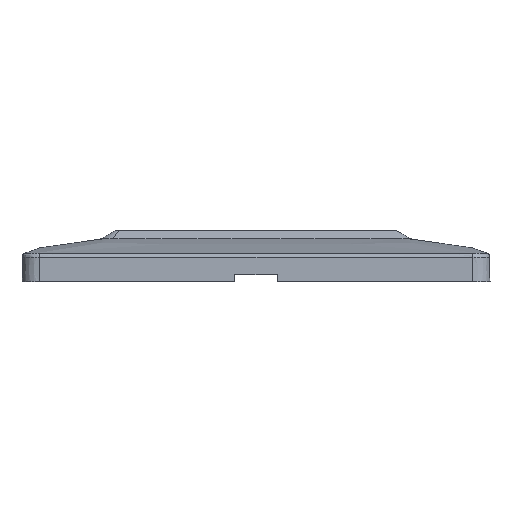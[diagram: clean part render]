
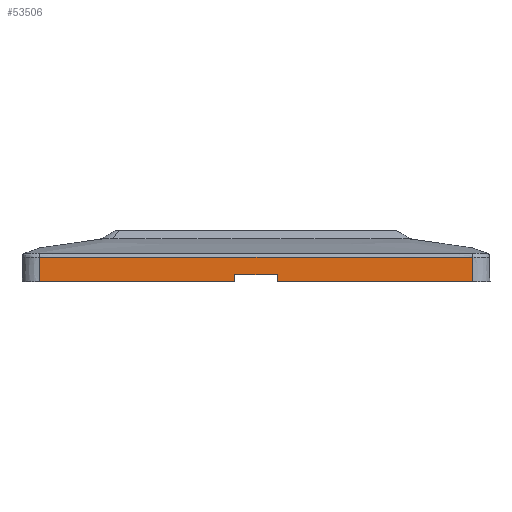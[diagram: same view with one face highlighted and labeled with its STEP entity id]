
A CAD part, left-side view. The second image highlights one B-rep face of the part: STEP entity #53506.
In plain terms, the highlighted planar face has unit normal (-1, 0, 0.018).
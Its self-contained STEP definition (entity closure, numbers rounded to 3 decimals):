
#379 = DIRECTION ( 'NONE',  ( -1., 0., 0.017 ) ) ;
#1051 = CARTESIAN_POINT ( 'NONE',  ( -71.127, -36.229, 4.2 ) ) ;
#1478 = CARTESIAN_POINT ( 'NONE',  ( -71.127, 33.146, 4.205 ) ) ;
#1707 = CARTESIAN_POINT ( 'NONE',  ( -71.127, 24.667, 4.193 ) ) ;
#2296 = LINE ( 'NONE', #3860, #52172 ) ;
#3860 = CARTESIAN_POINT ( 'NONE',  ( -71.2, 37., 0. ) ) ;
#4184 = CARTESIAN_POINT ( 'NONE',  ( -71.179, 37., 1.2 ) ) ;
#4314 = CARTESIAN_POINT ( 'NONE',  ( -71.2, 3.6, 0. ) ) ;
#4943 = CARTESIAN_POINT ( 'NONE',  ( -71.179, 3.6, 1.2 ) ) ;
#6247 = ORIENTED_EDGE ( 'NONE', *, *, #21913, .F. ) ;
#6284 = CARTESIAN_POINT ( 'NONE',  ( -71.127, -33.917, 4.205 ) ) ;
#6725 = CARTESIAN_POINT ( 'NONE',  ( -71.127, 33.917, 4.205 ) ) ;
#7437 = ORIENTED_EDGE ( 'NONE', *, *, #31158, .T. ) ;
#7893 = EDGE_LOOP ( 'NONE', ( #6247, #7437, #17092, #48505, #55435, #42238, #56450, #63062 ) ) ;
#8602 = DIRECTION ( 'NONE',  ( -0.017, 0., -1. ) ) ;
#9215 = VECTOR ( 'NONE', #63348, 1000. ) ;
#9792 = EDGE_CURVE ( 'NONE', #52449, #31017, #11214, .T. ) ;
#9802 = DIRECTION ( 'NONE',  ( 0.017, 0., 1. ) ) ;
#9886 = EDGE_CURVE ( 'NONE', #31017, #53981, #28339, .T. ) ;
#10038 = VECTOR ( 'NONE', #8602, 1000. ) ;
#10901 = CARTESIAN_POINT ( 'NONE',  ( -71.127, -6.167, 4.199 ) ) ;
#11214 = LINE ( 'NONE', #31039, #41612 ) ;
#11405 = DIRECTION ( 'NONE',  ( -0.017, 0., -1. ) ) ;
#11463 = VERTEX_POINT ( 'NONE', #4314 ) ;
#12251 = VERTEX_POINT ( 'NONE', #39464 ) ;
#15272 = CARTESIAN_POINT ( 'NONE',  ( -71.2, -3.6, 0. ) ) ;
#16325 = CARTESIAN_POINT ( 'NONE',  ( -71.127, 6.167, 4.199 ) ) ;
#16561 = CARTESIAN_POINT ( 'NONE',  ( -71.127, -37., 4.186 ) ) ;
#17092 = ORIENTED_EDGE ( 'NONE', *, *, #28968, .T. ) ;
#20116 = EDGE_CURVE ( 'NONE', #43256, #11463, #2296, .T. ) ;
#21377 = CARTESIAN_POINT ( 'NONE',  ( -71.127, 29.292, 4.202 ) ) ;
#21584 = CARTESIAN_POINT ( 'NONE',  ( -71.127, -35.458, 4.203 ) ) ;
#21796 = CARTESIAN_POINT ( 'NONE',  ( -71.127, -24.667, 4.193 ) ) ;
#21913 = EDGE_CURVE ( 'NONE', #12251, #53981, #41965, .T. ) ;
#22600 = CARTESIAN_POINT ( 'NONE',  ( -71.2, -37., 0. ) ) ;
#22670 = EDGE_CURVE ( 'NONE', #52449, #35104, #59850, .T. ) ;
#24175 = VECTOR ( 'NONE', #53337, 1000. ) ;
#28339 = LINE ( 'NONE', #31263, #53269 ) ;
#28694 = FACE_OUTER_BOUND ( 'NONE', #7893, .T. ) ;
#28968 = EDGE_CURVE ( 'NONE', #63181, #43256, #50628, .T. ) ;
#30285 = CARTESIAN_POINT ( 'NONE',  ( -71.2, 37., 0. ) ) ;
#31017 = VERTEX_POINT ( 'NONE', #15272 ) ;
#31039 = CARTESIAN_POINT ( 'NONE',  ( -71.2, -3.6, 0. ) ) ;
#31054 = LINE ( 'NONE', #58086, #9215 ) ;
#31158 = EDGE_CURVE ( 'NONE', #12251, #63181, #31753, .T. ) ;
#31162 = CARTESIAN_POINT ( 'NONE',  ( -71.127, 30.833, 4.205 ) ) ;
#31263 = CARTESIAN_POINT ( 'NONE',  ( -71.2, 37., 0. ) ) ;
#31390 = CARTESIAN_POINT ( 'NONE',  ( -71.127, -30.833, 4.205 ) ) ;
#31583 = CARTESIAN_POINT ( 'NONE',  ( -71.127, 37., 4.186 ) ) ;
#31605 = CARTESIAN_POINT ( 'NONE',  ( -71.127, 21.583, 4.187 ) ) ;
#31753 = B_SPLINE_CURVE_WITH_KNOTS ( 'NONE', 3,
 ( #16561, #1051, #21584, #6284, #56418, #31390, #46176, #21796, #61416, #50724, #10901, #16325, #35972, #31605, #1707, #21377, #31162, #1478, #6725, #40958, #55968, #41615 ),
 .UNSPECIFIED., .F., .F.,
 ( 4, 2, 2, 2, 2, 2, 2, 2, 2, 2, 4 ),
 ( 0., 0.002, 0.005, 0.009, 0.018, 0.037, 0.055, 0.065, 0.069, 0.072, 0.074 ),
 .UNSPECIFIED. ) ;
#35104 = VERTEX_POINT ( 'NONE', #4943 ) ;
#35972 = CARTESIAN_POINT ( 'NONE',  ( -71.127, 12.333, 4.18 ) ) ;
#37902 = CARTESIAN_POINT ( 'NONE',  ( -71.2, 37., 0. ) ) ;
#38319 = DIRECTION ( 'NONE',  ( 0., -1., 0. ) ) ;
#38484 = CARTESIAN_POINT ( 'NONE',  ( -71.2, -37., 0. ) ) ;
#39464 = CARTESIAN_POINT ( 'NONE',  ( -71.127, -37., 4.186 ) ) ;
#40958 = CARTESIAN_POINT ( 'NONE',  ( -71.127, 35.458, 4.203 ) ) ;
#41612 = VECTOR ( 'NONE', #11405, 1000. ) ;
#41615 = CARTESIAN_POINT ( 'NONE',  ( -71.127, 37., 4.186 ) ) ;
#41965 = LINE ( 'NONE', #38484, #10038 ) ;
#42238 = ORIENTED_EDGE ( 'NONE', *, *, #22670, .F. ) ;
#42629 = AXIS2_PLACEMENT_3D ( 'NONE', #30285, #379, #9802 ) ;
#42695 = VECTOR ( 'NONE', #44506, 1000. ) ;
#43256 = VERTEX_POINT ( 'NONE', #45460 ) ;
#44506 = DIRECTION ( 'NONE',  ( 0., 1., 0. ) ) ;
#45460 = CARTESIAN_POINT ( 'NONE',  ( -71.2, 37., 0. ) ) ;
#45830 = DIRECTION ( 'NONE',  ( 0., -1., 0. ) ) ;
#46176 = CARTESIAN_POINT ( 'NONE',  ( -71.127, -29.292, 4.202 ) ) ;
#48505 = ORIENTED_EDGE ( 'NONE', *, *, #20116, .T. ) ;
#50628 = LINE ( 'NONE', #37902, #24175 ) ;
#50724 = CARTESIAN_POINT ( 'NONE',  ( -71.127, -12.333, 4.18 ) ) ;
#51236 = EDGE_CURVE ( 'NONE', #11463, #35104, #31054, .T. ) ;
#52172 = VECTOR ( 'NONE', #38319, 1000. ) ;
#52449 = VERTEX_POINT ( 'NONE', #57521 ) ;
#53269 = VECTOR ( 'NONE', #45830, 1000. ) ;
#53337 = DIRECTION ( 'NONE',  ( -0.017, 0., -1. ) ) ;
#53506 = ADVANCED_FACE ( 'NONE', ( #28694 ), #60111, .T. ) ;
#53981 = VERTEX_POINT ( 'NONE', #22600 ) ;
#55435 = ORIENTED_EDGE ( 'NONE', *, *, #51236, .T. ) ;
#55968 = CARTESIAN_POINT ( 'NONE',  ( -71.127, 36.229, 4.2 ) ) ;
#56418 = CARTESIAN_POINT ( 'NONE',  ( -71.127, -33.146, 4.205 ) ) ;
#56450 = ORIENTED_EDGE ( 'NONE', *, *, #9792, .T. ) ;
#57521 = CARTESIAN_POINT ( 'NONE',  ( -71.179, -3.6, 1.2 ) ) ;
#58086 = CARTESIAN_POINT ( 'NONE',  ( -71.2, 3.6, 0. ) ) ;
#59850 = LINE ( 'NONE', #4184, #42695 ) ;
#60111 = PLANE ( 'NONE',  #42629 ) ;
#61416 = CARTESIAN_POINT ( 'NONE',  ( -71.127, -21.583, 4.187 ) ) ;
#63062 = ORIENTED_EDGE ( 'NONE', *, *, #9886, .T. ) ;
#63181 = VERTEX_POINT ( 'NONE', #31583 ) ;
#63348 = DIRECTION ( 'NONE',  ( 0.017, 0., 1. ) ) ;
